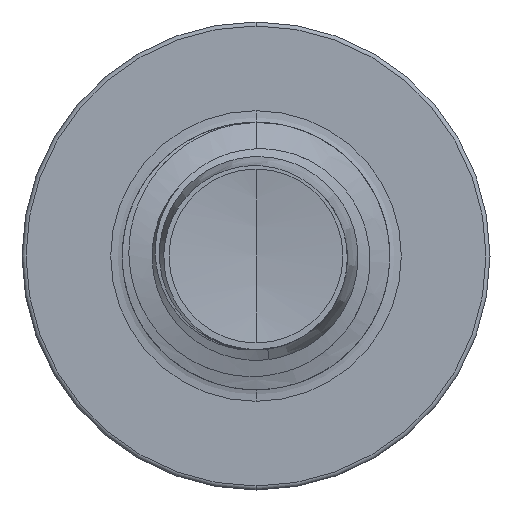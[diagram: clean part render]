
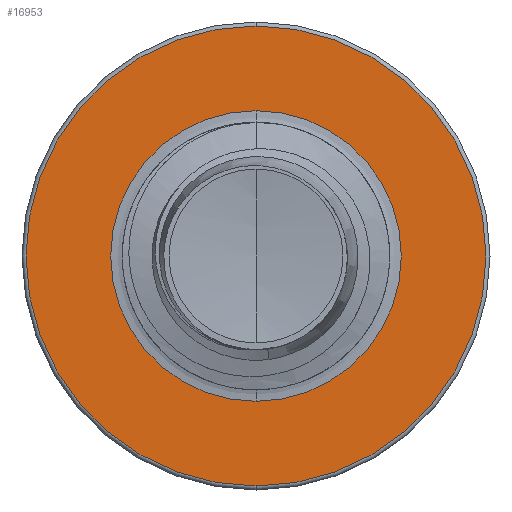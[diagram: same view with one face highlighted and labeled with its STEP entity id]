
A CAD part, front view. The second image highlights one B-rep face of the part: STEP entity #16953.
In plain terms, the highlighted planar face has unit normal (0, -1, 0).
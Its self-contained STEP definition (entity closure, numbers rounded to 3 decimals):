
#45 = CARTESIAN_POINT ( 'NONE',  ( 0., 11., -2.174 ) ) ;
#377 = AXIS2_PLACEMENT_3D ( 'NONE', #7381, #6158, #6129 ) ;
#2992 = FACE_BOUND ( 'NONE', #10011, .T. ) ;
#3052 = DIRECTION ( 'NONE',  ( 0., 0., 1. ) ) ;
#3091 = DIRECTION ( 'NONE',  ( 0., 1., 0. ) ) ;
#3126 = CARTESIAN_POINT ( 'NONE',  ( 0., 11., 3.44 ) ) ;
#3133 = CARTESIAN_POINT ( 'NONE',  ( 0., 11., 0. ) ) ;
#5318 = ORIENTED_EDGE ( 'NONE', *, *, #16318, .F. ) ;
#6129 = DIRECTION ( 'NONE',  ( 0., 0., 1. ) ) ;
#6158 = DIRECTION ( 'NONE',  ( 0., 1., 0. ) ) ;
#6261 = CARTESIAN_POINT ( 'NONE',  ( 0., 11., -3.44 ) ) ;
#6427 = DIRECTION ( 'NONE',  ( 0., 1., 0. ) ) ;
#6521 = PLANE ( 'NONE',  #377 ) ;
#7381 = CARTESIAN_POINT ( 'NONE',  ( 0., 11., -2.174 ) ) ;
#8350 = AXIS2_PLACEMENT_3D ( 'NONE', #3133, #3091, #3052 ) ;
#8703 = DIRECTION ( 'NONE',  ( 0., 0., 1. ) ) ;
#8707 = DIRECTION ( 'NONE',  ( 0., 1., 0. ) ) ;
#8746 = CARTESIAN_POINT ( 'NONE',  ( 0., 11., 0. ) ) ;
#10011 = EDGE_LOOP ( 'NONE', ( #17906, #22383 ) ) ;
#10615 = CIRCLE ( 'NONE', #8350, 3.44 ) ;
#11380 = AXIS2_PLACEMENT_3D ( 'NONE', #8746, #8707, #8703 ) ;
#11818 = ORIENTED_EDGE ( 'NONE', *, *, #11941, .F. ) ;
#11941 = EDGE_CURVE ( 'NONE', #16966, #13105, #10615, .T. ) ;
#13105 = VERTEX_POINT ( 'NONE', #3126 ) ;
#15054 = EDGE_CURVE ( 'NONE', #23376, #22623, #23302, .T. ) ;
#16318 = EDGE_CURVE ( 'NONE', #13105, #16966, #18082, .T. ) ;
#16896 = EDGE_LOOP ( 'NONE', ( #5318, #11818 ) ) ;
#16953 = ADVANCED_FACE ( 'NONE', ( #20699, #2992 ), #6521, .F. ) ;
#16966 = VERTEX_POINT ( 'NONE', #6261 ) ;
#17581 = DIRECTION ( 'NONE',  ( 0., 0., 1. ) ) ;
#17628 = DIRECTION ( 'NONE',  ( 0., 1., 0. ) ) ;
#17631 = CARTESIAN_POINT ( 'NONE',  ( 0., 11., 0. ) ) ;
#17906 = ORIENTED_EDGE ( 'NONE', *, *, #15054, .T. ) ;
#18065 = AXIS2_PLACEMENT_3D ( 'NONE', #17631, #17628, #17581 ) ;
#18082 = CIRCLE ( 'NONE', #11380, 3.44 ) ;
#20090 = CARTESIAN_POINT ( 'NONE',  ( 0., 11., 0. ) ) ;
#20699 = FACE_OUTER_BOUND ( 'NONE', #16896, .T. ) ;
#20901 = CIRCLE ( 'NONE', #22215, 2.174 ) ;
#21675 = DIRECTION ( 'NONE',  ( 0., 0., 1. ) ) ;
#22215 = AXIS2_PLACEMENT_3D ( 'NONE', #20090, #6427, #21675 ) ;
#22383 = ORIENTED_EDGE ( 'NONE', *, *, #24546, .T. ) ;
#22623 = VERTEX_POINT ( 'NONE', #45 ) ;
#23302 = CIRCLE ( 'NONE', #18065, 2.174 ) ;
#23376 = VERTEX_POINT ( 'NONE', #25643 ) ;
#24546 = EDGE_CURVE ( 'NONE', #22623, #23376, #20901, .T. ) ;
#25643 = CARTESIAN_POINT ( 'NONE',  ( 0., 11., 2.174 ) ) ;
